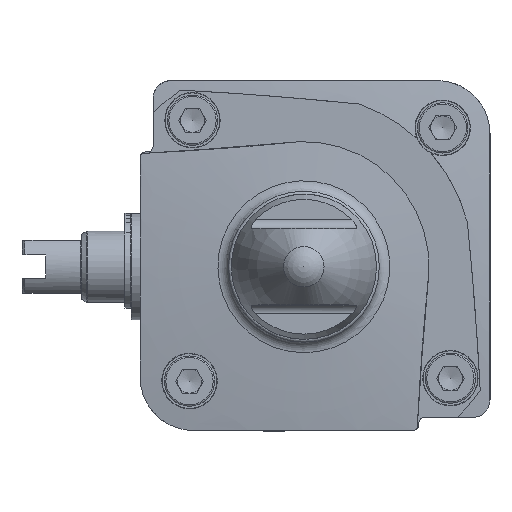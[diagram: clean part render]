
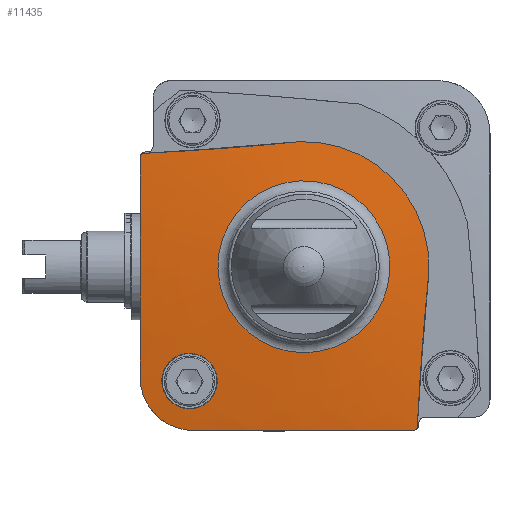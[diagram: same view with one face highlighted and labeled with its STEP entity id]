
A CAD part, left-side view. The second image highlights one B-rep face of the part: STEP entity #11435.
In plain terms, the highlighted toroidal (fillet/blend) face has major radius 20.09 mm and minor radius 379.07 mm.
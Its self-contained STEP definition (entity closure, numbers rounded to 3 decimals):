
#53=DEGENERATE_TOROIDAL_SURFACE('',#12062,20.09,379.07,
 .F.);
#313=B_SPLINE_CURVE_WITH_KNOTS('',3,(#16444,#16445,#16446,#16447),
 .UNSPECIFIED.,.F.,.F.,(4,4),(0.,0.001),
 .UNSPECIFIED.);
#314=B_SPLINE_CURVE_WITH_KNOTS('',3,(#16450,#16451,#16452,#16453),
 .UNSPECIFIED.,.F.,.F.,(4,4),(0.,0.027),
 .UNSPECIFIED.);
#315=B_SPLINE_CURVE_WITH_KNOTS('',3,(#16457,#16458,#16459,#16460),
 .UNSPECIFIED.,.F.,.F.,(4,4),(0.,0.027),
 .UNSPECIFIED.);
#316=B_SPLINE_CURVE_WITH_KNOTS('',3,(#16462,#16463,#16464,#16465),
 .UNSPECIFIED.,.F.,.F.,(4,4),(0.001,0.002),
 .UNSPECIFIED.);
#317=B_SPLINE_CURVE_WITH_KNOTS('',3,(#16467,#16468,#16469,#16470,#16471),
 .UNSPECIFIED.,.F.,.F.,(4,1,4),(2.295,2.314,2.332),
 .UNSPECIFIED.);
#318=B_SPLINE_CURVE_WITH_KNOTS('',3,(#16473,#16474,#16475,#16476,#16477,
#16478,#16479),.UNSPECIFIED.,.F.,.F.,(4,1,1,1,4),(0.,0.004,
0.007,0.011,0.014),
 .UNSPECIFIED.);
#319=B_SPLINE_CURVE_WITH_KNOTS('',3,(#16481,#16482,#16483,#16484,#16485),
 .UNSPECIFIED.,.F.,.F.,(4,1,4),(2.295,2.314,2.332),
 .UNSPECIFIED.);
#320=B_SPLINE_CURVE_WITH_KNOTS('',3,(#16486,#16487,#16488,#16489,#16490,
#16491,#16492,#16493,#16494,#16495,#16496),.UNSPECIFIED.,.T.,.F.,(1,1,1,
1,1,1,1,1,1,1,1,1,1,1,1),(-0.011,-0.007,-0.004,
0.,0.004,0.007,0.011,
0.015,0.018,0.022,0.026,
0.029,0.033,0.037,0.041),
 .UNSPECIFIED.);
#692=CIRCLE('',#12063,14.545);
#693=CIRCLE('',#12064,21.18);
#1563=ORIENTED_EDGE('',*,*,#3681,.T.);
#1564=ORIENTED_EDGE('',*,*,#3682,.T.);
#1565=ORIENTED_EDGE('',*,*,#3683,.T.);
#1566=ORIENTED_EDGE('',*,*,#3684,.F.);
#1567=ORIENTED_EDGE('',*,*,#3685,.T.);
#1568=ORIENTED_EDGE('',*,*,#3686,.T.);
#1569=ORIENTED_EDGE('',*,*,#3687,.T.);
#1570=ORIENTED_EDGE('',*,*,#3688,.T.);
#1571=ORIENTED_EDGE('',*,*,#3689,.T.);
#1572=ORIENTED_EDGE('',*,*,#3690,.T.);
#3681=EDGE_CURVE('',#4702,#4702,#692,.T.);
#3682=EDGE_CURVE('',#4703,#4704,#313,.T.);
#3683=EDGE_CURVE('',#4704,#4705,#314,.T.);
#3684=EDGE_CURVE('',#4706,#4705,#693,.T.);
#3685=EDGE_CURVE('',#4706,#4707,#315,.T.);
#3686=EDGE_CURVE('',#4707,#4708,#316,.T.);
#3687=EDGE_CURVE('',#4708,#4709,#317,.T.);
#3688=EDGE_CURVE('',#4709,#4710,#318,.T.);
#3689=EDGE_CURVE('',#4710,#4703,#319,.T.);
#3690=EDGE_CURVE('',#4711,#4711,#320,.T.);
#4702=VERTEX_POINT('',#16443);
#4703=VERTEX_POINT('',#16448);
#4704=VERTEX_POINT('',#16449);
#4705=VERTEX_POINT('',#16454);
#4706=VERTEX_POINT('',#16456);
#4707=VERTEX_POINT('',#16461);
#4708=VERTEX_POINT('',#16466);
#4709=VERTEX_POINT('',#16472);
#4710=VERTEX_POINT('',#16480);
#4711=VERTEX_POINT('',#16497);
#6362=EDGE_LOOP('',(#1563));
#6363=EDGE_LOOP('',(#1564,#1565,#1566,#1567,#1568,#1569,#1570,#1571));
#6364=EDGE_LOOP('',(#1572));
#7034=FACE_BOUND('',#6362,.T.);
#7035=FACE_BOUND('',#6363,.T.);
#7036=FACE_BOUND('',#6364,.T.);
#11435=ADVANCED_FACE('',(#7034,#7035,#7036),#53,.F.);
#12062=AXIS2_PLACEMENT_3D('',#16441,#13391,#13392);
#12063=AXIS2_PLACEMENT_3D('',#16442,#13393,#13394);
#12064=AXIS2_PLACEMENT_3D('',#16455,#13395,#13396);
#13391=DIRECTION('',(1.,0.,0.));
#13392=DIRECTION('',(0.,0.,-1.));
#13393=DIRECTION('',(1.,0.,0.));
#13394=DIRECTION('',(0.,0.,-1.));
#13395=DIRECTION('',(1.,0.,0.));
#13396=DIRECTION('',(0.,0.,-1.));
#16441=CARTESIAN_POINT('',(310.33,0.,0.));
#16442=CARTESIAN_POINT('',(-67.154,0.,0.));
#16443=CARTESIAN_POINT('',(-67.154,0.,-14.545));
#16444=CARTESIAN_POINT('',(-64.964,-18.45,-27.7));
#16445=CARTESIAN_POINT('',(-64.942,-18.725,-27.7));
#16446=CARTESIAN_POINT('',(-64.934,-18.995,-27.582));
#16447=CARTESIAN_POINT('',(-64.942,-19.18,-27.383));
#16448=CARTESIAN_POINT('',(-64.964,-18.45,-27.7));
#16449=CARTESIAN_POINT('',(-64.942,-19.18,-27.383));
#16450=CARTESIAN_POINT('',(-64.942,-19.18,-27.383));
#16451=CARTESIAN_POINT('',(-65.942,-19.613,-18.525));
#16452=CARTESIAN_POINT('',(-66.549,-20.273,-9.661));
#16453=CARTESIAN_POINT('',(-66.487,-21.166,-0.775));
#16454=CARTESIAN_POINT('',(-66.487,-21.166,-0.775));
#16455=CARTESIAN_POINT('',(-66.487,0.,0.));
#16456=CARTESIAN_POINT('',(-66.487,0.798,21.165));
#16457=CARTESIAN_POINT('',(-66.487,0.798,21.165));
#16458=CARTESIAN_POINT('',(-66.548,9.669,20.274));
#16459=CARTESIAN_POINT('',(-65.94,18.536,19.613));
#16460=CARTESIAN_POINT('',(-64.943,27.382,19.181));
#16461=CARTESIAN_POINT('',(-64.943,27.382,19.181));
#16462=CARTESIAN_POINT('',(-64.943,27.382,19.181));
#16463=CARTESIAN_POINT('',(-64.934,27.582,18.995));
#16464=CARTESIAN_POINT('',(-64.942,27.7,18.725));
#16465=CARTESIAN_POINT('',(-64.964,27.7,18.45));
#16466=CARTESIAN_POINT('',(-64.964,27.7,18.45));
#16467=CARTESIAN_POINT('',(-64.964,27.7,18.45));
#16468=CARTESIAN_POINT('',(-65.451,27.7,12.272));
#16469=CARTESIAN_POINT('',(-65.987,27.7,-0.131));
#16470=CARTESIAN_POINT('',(-65.437,27.7,-12.524));
#16471=CARTESIAN_POINT('',(-64.944,27.7,-18.7));
#16472=CARTESIAN_POINT('',(-64.944,27.7,-18.7));
#16473=CARTESIAN_POINT('',(-64.944,27.7,-18.7));
#16474=CARTESIAN_POINT('',(-64.849,27.7,-19.886));
#16475=CARTESIAN_POINT('',(-64.702,27.233,-22.226));
#16476=CARTESIAN_POINT('',(-64.624,25.232,-25.229));
#16477=CARTESIAN_POINT('',(-64.701,22.238,-27.228));
#16478=CARTESIAN_POINT('',(-64.849,19.886,-27.7));
#16479=CARTESIAN_POINT('',(-64.944,18.7,-27.7));
#16480=CARTESIAN_POINT('',(-64.944,18.7,-27.7));
#16481=CARTESIAN_POINT('',(-64.944,18.7,-27.7));
#16482=CARTESIAN_POINT('',(-65.437,12.522,-27.7));
#16483=CARTESIAN_POINT('',(-65.987,0.119,-27.7));
#16484=CARTESIAN_POINT('',(-65.451,-12.273,-27.7));
#16485=CARTESIAN_POINT('',(-64.964,-18.45,-27.7));
#16486=CARTESIAN_POINT('',(-66.184,14.142,-19.305));
#16487=CARTESIAN_POINT('',(-65.709,15.633,-22.985));
#16488=CARTESIAN_POINT('',(-65.262,19.279,-24.549));
#16489=CARTESIAN_POINT('',(-65.076,22.989,-23.069));
#16490=CARTESIAN_POINT('',(-65.253,24.551,-19.385));
#16491=CARTESIAN_POINT('',(-65.697,23.056,-15.706));
#16492=CARTESIAN_POINT('',(-66.173,19.419,-14.145));
#16493=CARTESIAN_POINT('',(-66.393,15.705,-15.621));
#16494=CARTESIAN_POINT('',(-66.184,14.142,-19.305));
#16495=CARTESIAN_POINT('',(-65.709,15.633,-22.985));
#16496=CARTESIAN_POINT('',(-65.262,19.279,-24.549));
#16497=CARTESIAN_POINT('',(-65.714,15.992,-22.632));
